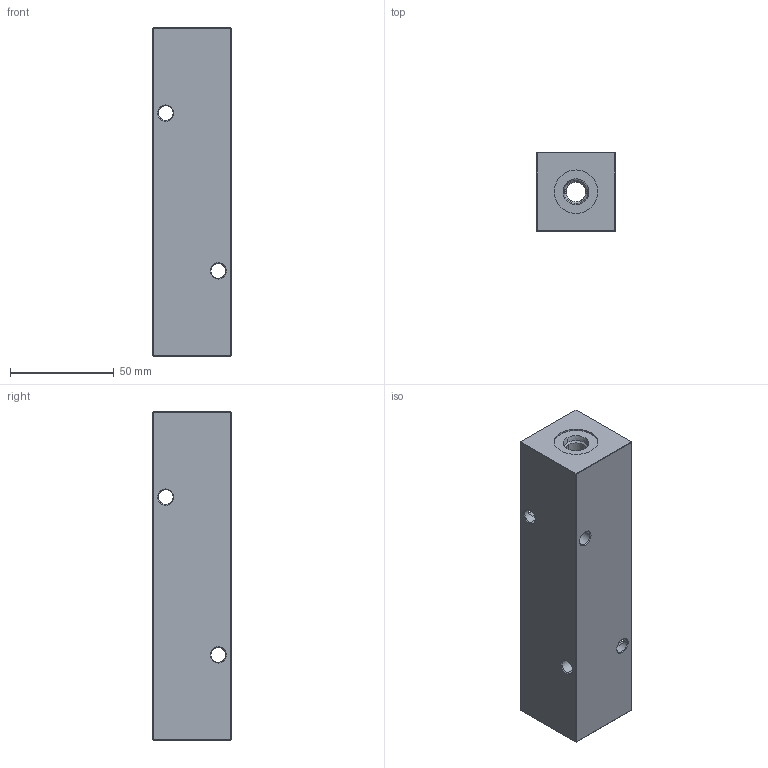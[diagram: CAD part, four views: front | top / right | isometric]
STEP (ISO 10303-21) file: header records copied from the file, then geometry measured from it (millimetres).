
FILE_DESCRIPTION (( 'STEP AP203' ), '1' );
FILE_NAME ('HM-4-0-S-4-4.STEP', '2020-09-28T20:44:03', ( '' ), ( '' ), 'SwSTEP 2.0', 'SolidWorks 2019', '' );
FILE_SCHEMA (( 'CONFIG_CONTROL_DESIGN' ));
Length unit declared in the file: inch
Products named in the file (1): HM-4-0-S-4-4
Bounding box: 38.1 x 38.1 x 158.75 mm (x, y, z)
Volume: 206820.3 mm3; surface area: 35704.6 mm2
Topology: 1 solids, 1 shells, 534 faces, 1388 edges, 898 vertices
Faces by surface type: plane 256, bspline 168, cone 56, cylinder 54
Entity records: 24197 total; most frequent: CARTESIAN_POINT 12221, ORIENTED_EDGE 2776, DIRECTION 1856, EDGE_CURVE 1388, VERTEX_POINT 898, VECTOR 854, LINE 854, EDGE_LOOP 598
